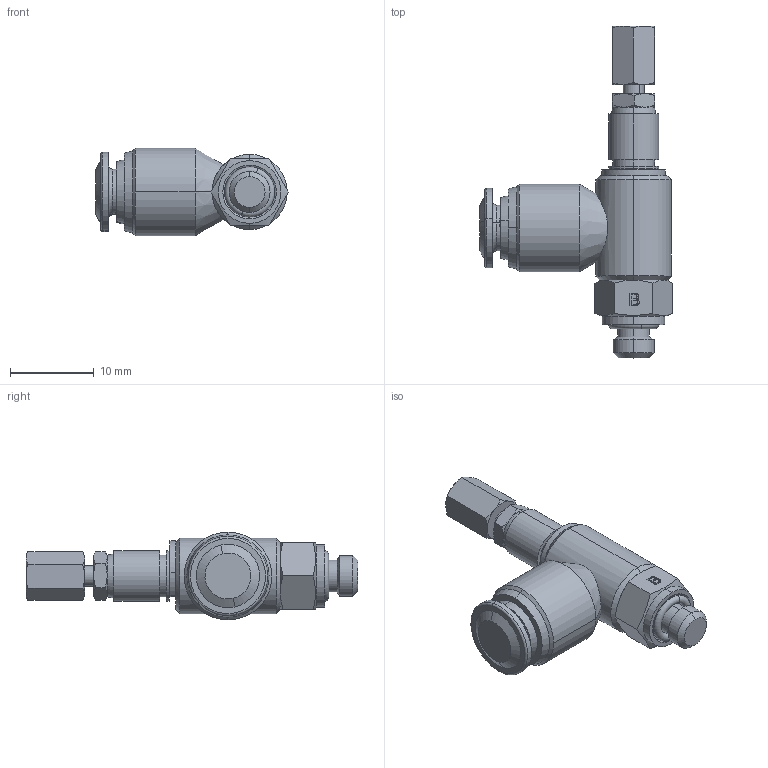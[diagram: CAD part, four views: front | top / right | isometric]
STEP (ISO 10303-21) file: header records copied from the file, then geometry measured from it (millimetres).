
FILE_DESCRIPTION (( 'STEP AP214' ), '1' );
FILE_NAME ('5792500002A.step', '2012-10-22T17:42:10', ( '' ), ( '' ), 'SwSTEP 2.0', 'SolidWorks 2012', '' );
FILE_SCHEMA (( 'AUTOMOTIVE_DESIGN' ));
Length unit declared in the file: millimetre
Products named in the file (1): 5792500002A
Bounding box: 23.02 x 39.7 x 10.5 mm (x, y, z)
Volume: 2562.1 mm3; surface area: 1686.4 mm2
Topology: 1 solids, 1 shells, 170 faces, 396 edges, 244 vertices
Faces by surface type: plane 57, cone 56, cylinder 33, torus 14, bspline 10
Entity records: 5983 total; most frequent: CARTESIAN_POINT 1729, DIRECTION 798, ORIENTED_EDGE 792, EDGE_CURVE 396, AXIS2_PLACEMENT_3D 331, VERTEX_POINT 244, EDGE_LOOP 188, ADVANCED_FACE 170
